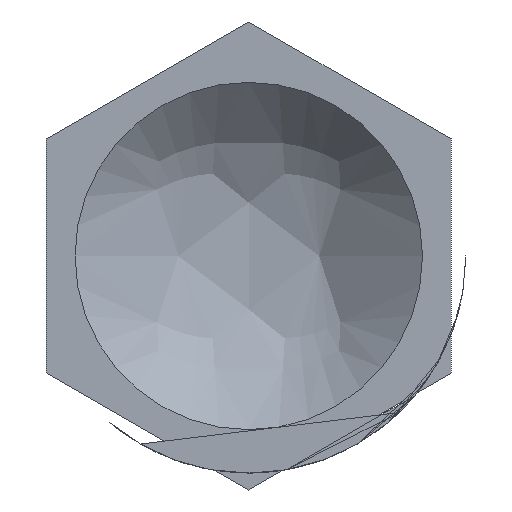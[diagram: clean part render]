
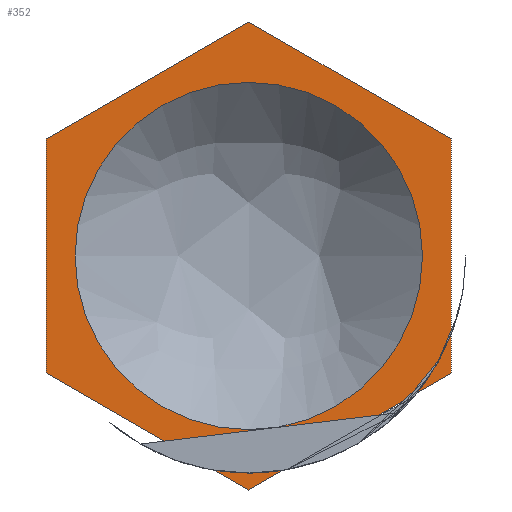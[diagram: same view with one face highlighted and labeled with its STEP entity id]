
A CAD part, front view. The second image highlights one B-rep face of the part: STEP entity #352.
In plain terms, the highlighted planar face has unit normal (0, -1, 0).
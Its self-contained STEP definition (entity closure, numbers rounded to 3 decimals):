
#15 = CARTESIAN_POINT ( 'NONE',  ( 7., 14.5, 4.041 ) ) ;
#30 = DIRECTION ( 'NONE',  ( 0., -1., 0. ) ) ;
#37 = LINE ( 'NONE', #199, #75 ) ;
#61 = CIRCLE ( 'NONE', #114, 6. ) ;
#65 = DIRECTION ( 'NONE',  ( 0.866, 0., 0.5 ) ) ;
#66 = ORIENTED_EDGE ( 'NONE', *, *, #498, .T. ) ;
#73 = CARTESIAN_POINT ( 'NONE',  ( 7., 14.5, -4.041 ) ) ;
#75 = VECTOR ( 'NONE', #65, 1000. ) ;
#77 = ORIENTED_EDGE ( 'NONE', *, *, #254, .T. ) ;
#83 = CARTESIAN_POINT ( 'NONE',  ( -7., 14.5, 4.041 ) ) ;
#96 = EDGE_CURVE ( 'NONE', #317, #201, #61, .T. ) ;
#104 = AXIS2_PLACEMENT_3D ( 'NONE', #339, #597, #143 ) ;
#109 = DIRECTION ( 'NONE',  ( 0.866, 0., -0.5 ) ) ;
#114 = AXIS2_PLACEMENT_3D ( 'NONE', #422, #30, #632 ) ;
#128 = AXIS2_PLACEMENT_3D ( 'NONE', #503, #252, #198 ) ;
#143 = DIRECTION ( 'NONE',  ( 0., 0., 1. ) ) ;
#158 = EDGE_LOOP ( 'NONE', ( #348, #289 ) ) ;
#159 = CARTESIAN_POINT ( 'NONE',  ( -7., 14.5, -4.041 ) ) ;
#160 = DIRECTION ( 'NONE',  ( 0., 0., 1. ) ) ;
#196 = CARTESIAN_POINT ( 'NONE',  ( 0., 14.5, 6. ) ) ;
#198 = DIRECTION ( 'NONE',  ( 0., 0., 1. ) ) ;
#199 = CARTESIAN_POINT ( 'NONE',  ( 0., 14.5, -8.083 ) ) ;
#201 = VERTEX_POINT ( 'NONE', #196 ) ;
#224 = VERTEX_POINT ( 'NONE', #242 ) ;
#242 = CARTESIAN_POINT ( 'NONE',  ( 0., 14.5, 8.083 ) ) ;
#244 = EDGE_CURVE ( 'NONE', #201, #317, #479, .T. ) ;
#252 = DIRECTION ( 'NONE',  ( 0., 1., 0. ) ) ;
#254 = EDGE_CURVE ( 'NONE', #652, #581, #637, .T. ) ;
#264 = DIRECTION ( 'NONE',  ( -0.866, 0., 0.5 ) ) ;
#276 = VERTEX_POINT ( 'NONE', #543 ) ;
#285 = VECTOR ( 'NONE', #264, 1000. ) ;
#289 = ORIENTED_EDGE ( 'NONE', *, *, #96, .F. ) ;
#292 = CARTESIAN_POINT ( 'NONE',  ( 0., 14.5, -6. ) ) ;
#307 = LINE ( 'NONE', #618, #490 ) ;
#317 = VERTEX_POINT ( 'NONE', #292 ) ;
#328 = EDGE_CURVE ( 'NONE', #581, #459, #332, .T. ) ;
#332 = LINE ( 'NONE', #653, #364 ) ;
#339 = CARTESIAN_POINT ( 'NONE',  ( 0., 14.5, 0. ) ) ;
#346 = ORIENTED_EDGE ( 'NONE', *, *, #362, .T. ) ;
#348 = ORIENTED_EDGE ( 'NONE', *, *, #244, .F. ) ;
#352 = ADVANCED_FACE ( 'NONE', ( #551, #588 ), #394, .F. ) ;
#355 = CARTESIAN_POINT ( 'NONE',  ( 7., 14.5, 4.041 ) ) ;
#362 = EDGE_CURVE ( 'NONE', #459, #276, #37, .T. ) ;
#364 = VECTOR ( 'NONE', #109, 1000. ) ;
#365 = ORIENTED_EDGE ( 'NONE', *, *, #328, .T. ) ;
#394 = PLANE ( 'NONE',  #128 ) ;
#411 = DIRECTION ( 'NONE',  ( -0.866, 0., -0.5 ) ) ;
#422 = CARTESIAN_POINT ( 'NONE',  ( 0., 14.5, 0. ) ) ;
#433 = VECTOR ( 'NONE', #160, 1000. ) ;
#459 = VERTEX_POINT ( 'NONE', #658 ) ;
#479 = CIRCLE ( 'NONE', #104, 6. ) ;
#481 = ORIENTED_EDGE ( 'NONE', *, *, #491, .T. ) ;
#484 = EDGE_LOOP ( 'NONE', ( #365, #346, #613, #66, #481, #77 ) ) ;
#490 = VECTOR ( 'NONE', #411, 1000. ) ;
#491 = EDGE_CURVE ( 'NONE', #224, #652, #307, .T. ) ;
#494 = VERTEX_POINT ( 'NONE', #355 ) ;
#497 = DIRECTION ( 'NONE',  ( 0., 0., -1. ) ) ;
#498 = EDGE_CURVE ( 'NONE', #494, #224, #627, .T. ) ;
#503 = CARTESIAN_POINT ( 'NONE',  ( 0., 14.5, 0. ) ) ;
#543 = CARTESIAN_POINT ( 'NONE',  ( 7., 14.5, -4.041 ) ) ;
#551 = FACE_BOUND ( 'NONE', #158, .T. ) ;
#558 = LINE ( 'NONE', #73, #433 ) ;
#581 = VERTEX_POINT ( 'NONE', #159 ) ;
#588 = FACE_OUTER_BOUND ( 'NONE', #484, .T. ) ;
#597 = DIRECTION ( 'NONE',  ( 0., -1., 0. ) ) ;
#600 = CARTESIAN_POINT ( 'NONE',  ( -7., 14.5, 4.041 ) ) ;
#601 = EDGE_CURVE ( 'NONE', #276, #494, #558, .T. ) ;
#613 = ORIENTED_EDGE ( 'NONE', *, *, #601, .T. ) ;
#618 = CARTESIAN_POINT ( 'NONE',  ( 0., 14.5, 8.083 ) ) ;
#627 = LINE ( 'NONE', #15, #285 ) ;
#629 = VECTOR ( 'NONE', #497, 1000. ) ;
#632 = DIRECTION ( 'NONE',  ( 0., 0., 1. ) ) ;
#637 = LINE ( 'NONE', #600, #629 ) ;
#652 = VERTEX_POINT ( 'NONE', #83 ) ;
#653 = CARTESIAN_POINT ( 'NONE',  ( -7., 14.5, -4.041 ) ) ;
#658 = CARTESIAN_POINT ( 'NONE',  ( 0., 14.5, -8.083 ) ) ;
